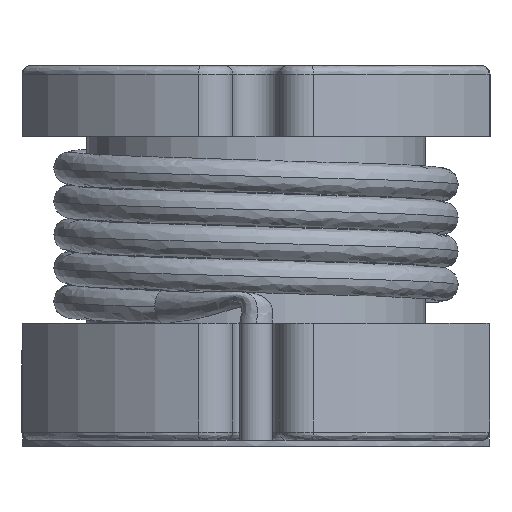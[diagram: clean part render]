
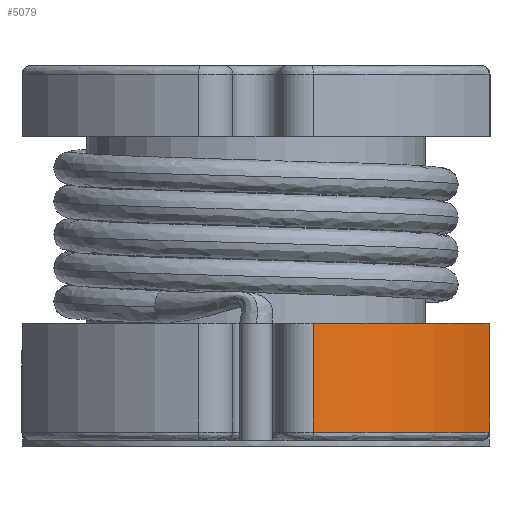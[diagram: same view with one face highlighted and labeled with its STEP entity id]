
A CAD part, left-side view. The second image highlights one B-rep face of the part: STEP entity #5079.
In plain terms, the highlighted cylindrical face has radius 2.25 mm (diameter 4.5 mm), a partial arc.
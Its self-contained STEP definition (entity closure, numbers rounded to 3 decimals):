
#496 = VERTEX_POINT ( 'NONE', #4521 ) ;
#745 = DIRECTION ( 'NONE',  ( 0., 1., 0. ) ) ;
#974 = ORIENTED_EDGE ( 'NONE', *, *, #5852, .F. ) ;
#1093 = EDGE_LOOP ( 'NONE', ( #5230, #4379, #974, #2281 ) ) ;
#1384 = DIRECTION ( 'NONE',  ( 0., -1., 0. ) ) ;
#1489 = EDGE_CURVE ( 'NONE', #496, #3287, #2275, .T. ) ;
#1633 = DIRECTION ( 'NONE',  ( 0., 1., 0. ) ) ;
#1773 = AXIS2_PLACEMENT_3D ( 'NONE', #2889, #3352, #2364 ) ;
#2167 = AXIS2_PLACEMENT_3D ( 'NONE', #6619, #745, #2885 ) ;
#2275 = CIRCLE ( 'NONE', #2167, 2.25 ) ;
#2281 = ORIENTED_EDGE ( 'NONE', *, *, #1489, .F. ) ;
#2364 = DIRECTION ( 'NONE',  ( 0., 0., -1. ) ) ;
#2399 = CARTESIAN_POINT ( 'NONE',  ( -2.196, 0.05, 0.491 ) ) ;
#2596 = CARTESIAN_POINT ( 'NONE',  ( -2.196, 0.12, 0.491 ) ) ;
#2754 = FACE_OUTER_BOUND ( 'NONE', #1093, .T. ) ;
#2885 = DIRECTION ( 'NONE',  ( 0., 0., -1. ) ) ;
#2889 = CARTESIAN_POINT ( 'NONE',  ( 0., 0.05, 0. ) ) ;
#3071 = EDGE_CURVE ( 'NONE', #6439, #6270, #4001, .T. ) ;
#3253 = DIRECTION ( 'NONE',  ( 0., 0., -1. ) ) ;
#3287 = VERTEX_POINT ( 'NONE', #3724 ) ;
#3352 = DIRECTION ( 'NONE',  ( 0., -1., 0. ) ) ;
#3362 = CARTESIAN_POINT ( 'NONE',  ( -1.046, 0.05, 1.992 ) ) ;
#3720 = VECTOR ( 'NONE', #1384, 1000. ) ;
#3724 = CARTESIAN_POINT ( 'NONE',  ( -1.046, 1.05, 1.992 ) ) ;
#4001 = CIRCLE ( 'NONE', #6363, 2.25 ) ;
#4379 = ORIENTED_EDGE ( 'NONE', *, *, #3071, .T. ) ;
#4521 = CARTESIAN_POINT ( 'NONE',  ( -2.196, 1.05, 0.491 ) ) ;
#4695 = LINE ( 'NONE', #2399, #3720 ) ;
#4938 = CYLINDRICAL_SURFACE ( 'NONE', #1773, 2.25 ) ;
#5079 = ADVANCED_FACE ( 'NONE', ( #2754 ), #4938, .T. ) ;
#5230 = ORIENTED_EDGE ( 'NONE', *, *, #6066, .T. ) ;
#5852 = EDGE_CURVE ( 'NONE', #3287, #6270, #5957, .T. ) ;
#5957 = LINE ( 'NONE', #3362, #6862 ) ;
#6057 = DIRECTION ( 'NONE',  ( 0., -1., 0. ) ) ;
#6066 = EDGE_CURVE ( 'NONE', #496, #6439, #4695, .T. ) ;
#6270 = VERTEX_POINT ( 'NONE', #6912 ) ;
#6363 = AXIS2_PLACEMENT_3D ( 'NONE', #6488, #1633, #3253 ) ;
#6439 = VERTEX_POINT ( 'NONE', #2596 ) ;
#6488 = CARTESIAN_POINT ( 'NONE',  ( 0., 0.12, 0. ) ) ;
#6619 = CARTESIAN_POINT ( 'NONE',  ( 0., 1.05, 0. ) ) ;
#6862 = VECTOR ( 'NONE', #6057, 1000. ) ;
#6912 = CARTESIAN_POINT ( 'NONE',  ( -1.046, 0.12, 1.992 ) ) ;
